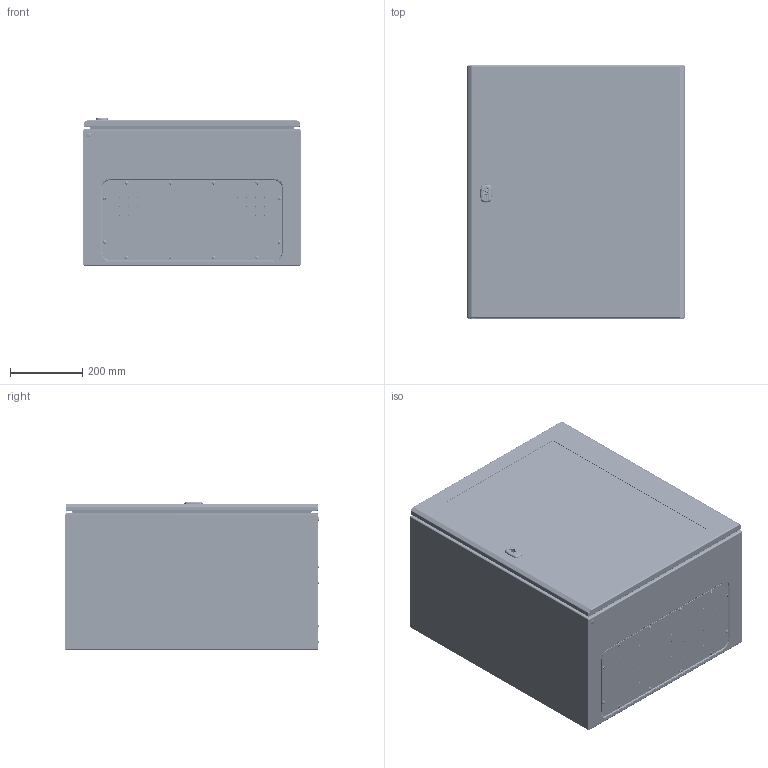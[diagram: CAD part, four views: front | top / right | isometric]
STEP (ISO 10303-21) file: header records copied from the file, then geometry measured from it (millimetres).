
FILE_DESCRIPTION(('STEP AP242'),'1');
FILE_NAME('nsyvdm14u4f.stp','2021-01-07T03:06:30',('TraceParts'),('TraceParts S.A.'),'Spatial InterOp 3D',' ',' ');
FILE_SCHEMA(('AP242_MANAGED_MODEL_BASED_3D_ENGINEERING_MIM_LF {1 0 10303 442 1 1 4}'));
Length unit declared in the file: millimetre
Products named in the file (1): nsyvdm14u4f_1
Bounding box: 600 x 701.2 x 410.7 mm (x, y, z)
Volume: 4551827.9 mm3; surface area: 4806334.3 mm2
Topology: 52 solids, 52 shells, 6108 faces, 16279 edges, 10100 vertices
Faces by surface type: plane 2566, cylinder 1042, cone 1014, bspline 846, torus 517, sphere 114, extrusion 5, revolution 4
Entity records: 244790 total; most frequent: CARTESIAN_POINT 100204, ORIENTED_EDGE 31598, DIRECTION 27652, EDGE_CURVE 15799, VERTEX_POINT 10100, AXIS2_PLACEMENT_3D 9942, VECTOR 7764, LINE 7759
